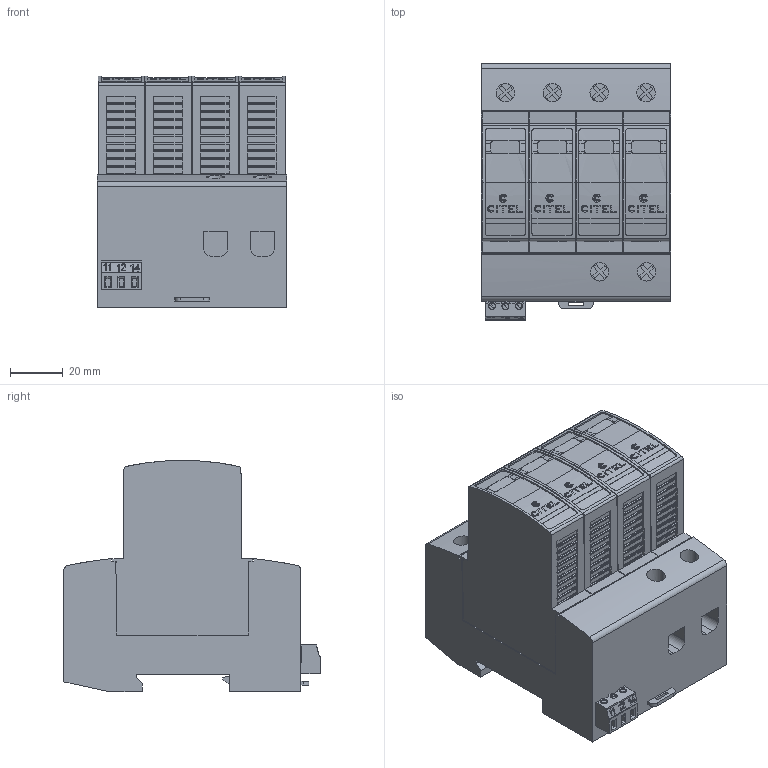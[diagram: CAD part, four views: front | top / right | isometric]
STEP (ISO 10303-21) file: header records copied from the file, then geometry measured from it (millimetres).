
FILE_DESCRIPTION(('STEP AP242'),'1');
FILE_NAME('dac1-13vgs-40-150.stp','2021-11-08T12:17:11',('TraceParts'),('TraceParts S.A.'),'Spatial InterOp 3D',' ',' ');
FILE_SCHEMA(('AP242_MANAGED_MODEL_BASED_3D_ENGINEERING_MIM_LF {1 0 10303 442 1 1 4}'));
Length unit declared in the file: millimetre
Products named in the file (1): dac1-13vgs-40-150
Bounding box: 72 x 97.28 x 87.81 mm (x, y, z)
Volume: 401897.6 mm3; surface area: 65301.4 mm2
Topology: 1 solids, 1 shells, 1390 faces, 3824 edges, 2567 vertices
Faces by surface type: plane 1064, cylinder 326
Entity records: 57503 total; most frequent: CARTESIAN_POINT 10762, ORIENTED_EDGE 7648, DIRECTION 7262, EDGE_CURVE 3824, LINE 2848, VECTOR 2848, VERTEX_POINT 2567, AXIS2_PLACEMENT_3D 2207
